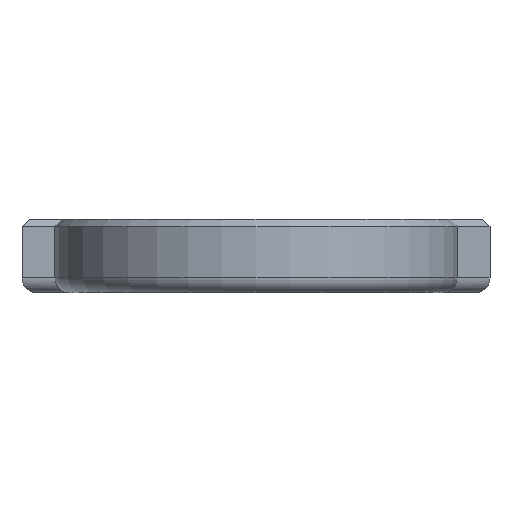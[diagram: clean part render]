
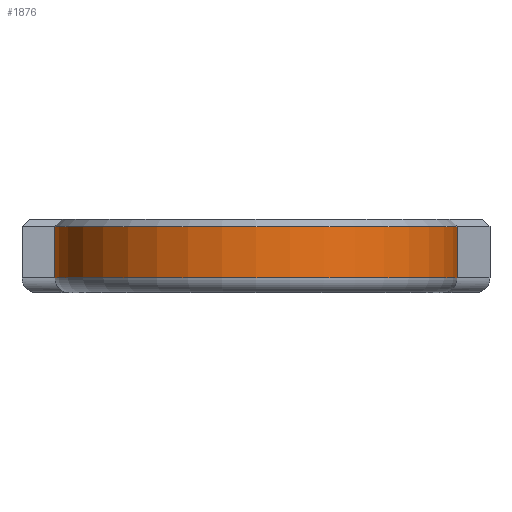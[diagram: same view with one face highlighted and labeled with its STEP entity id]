
A CAD part, front view. The second image highlights one B-rep face of the part: STEP entity #1876.
In plain terms, the highlighted cylindrical face has radius 27.5 mm (diameter 55 mm), a partial arc.
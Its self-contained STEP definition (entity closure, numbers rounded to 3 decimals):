
#172=FACE_OUTER_BOUND('',#273,.T.);
#273=EDGE_LOOP('',(#1509,#1510,#1511,#1512));
#463=LINE('',#3120,#641);
#464=LINE('',#3124,#642);
#641=VECTOR('',#2554,10.);
#642=VECTOR('',#2559,10.);
#744=CIRCLE('',#2052,27.5);
#755=CIRCLE('',#2074,27.5);
#897=VERTEX_POINT('',#3058);
#899=VERTEX_POINT('',#3064);
#916=VERTEX_POINT('',#3119);
#917=VERTEX_POINT('',#3123);
#1134=EDGE_CURVE('',#897,#899,#744,.T.);
#1160=EDGE_CURVE('',#899,#916,#463,.T.);
#1162=EDGE_CURVE('',#917,#897,#464,.T.);
#1163=EDGE_CURVE('',#916,#917,#755,.T.);
#1509=ORIENTED_EDGE('',*,*,#1134,.F.);
#1510=ORIENTED_EDGE('',*,*,#1162,.F.);
#1511=ORIENTED_EDGE('',*,*,#1163,.F.);
#1512=ORIENTED_EDGE('',*,*,#1160,.F.);
#1797=CYLINDRICAL_SURFACE('',#2073,27.5);
#1876=ADVANCED_FACE('',(#172),#1797,.T.);
#2052=AXIS2_PLACEMENT_3D('',#3068,#2498,#2499);
#2073=AXIS2_PLACEMENT_3D('',#3122,#2557,#2558);
#2074=AXIS2_PLACEMENT_3D('',#3125,#2560,#2561);
#2498=DIRECTION('center_axis',(0.,0.,-1.));
#2499=DIRECTION('ref_axis',(0.,-1.,0.));
#2554=DIRECTION('',(0.,0.,1.));
#2557=DIRECTION('center_axis',(0.,0.,1.));
#2558=DIRECTION('ref_axis',(0.,-1.,0.));
#2559=DIRECTION('',(0.,0.,-1.));
#2560=DIRECTION('center_axis',(0.,0.,1.));
#2561=DIRECTION('ref_axis',(1.,0.,0.));
#3058=CARTESIAN_POINT('',(18.333,20.497,4.5));
#3064=CARTESIAN_POINT('',(-18.333,20.497,4.5));
#3068=CARTESIAN_POINT('Origin',(0.,0.,4.5));
#3119=CARTESIAN_POINT('',(-18.333,20.497,11.5));
#3120=CARTESIAN_POINT('',(-18.333,20.497,2.5));
#3122=CARTESIAN_POINT('Origin',(0.,0.,2.5));
#3123=CARTESIAN_POINT('',(18.333,20.497,11.5));
#3124=CARTESIAN_POINT('',(18.333,20.497,2.5));
#3125=CARTESIAN_POINT('Origin',(0.,0.,11.5));
